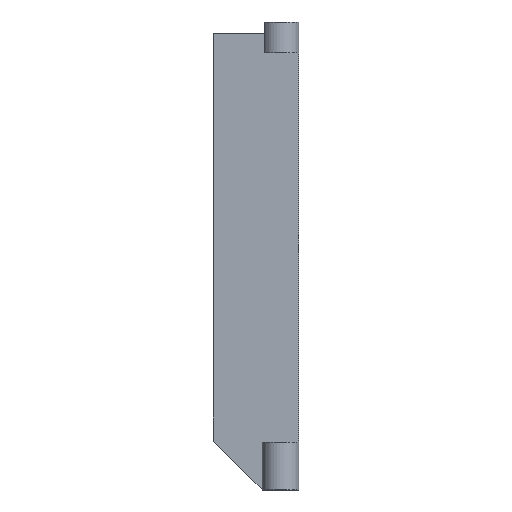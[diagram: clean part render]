
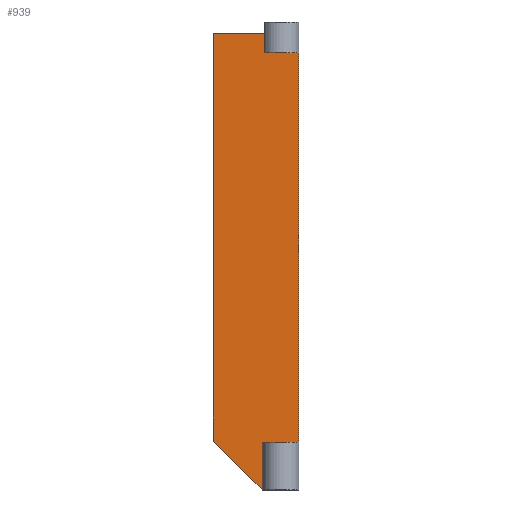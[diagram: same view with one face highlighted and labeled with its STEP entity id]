
A CAD part, front view. The second image highlights one B-rep face of the part: STEP entity #939.
In plain terms, the highlighted planar face has unit normal (0, -1, 0).
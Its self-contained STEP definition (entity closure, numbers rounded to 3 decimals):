
#20=FACE_BOUND('',#149,.T.);
#21=FACE_BOUND('',#150,.T.);
#22=FACE_BOUND('',#151,.T.);
#23=FACE_BOUND('',#152,.T.);
#37=PLANE('',#1026);
#92=FACE_OUTER_BOUND('',#148,.T.);
#148=EDGE_LOOP('',(#712,#713,#714,#715,#716,#717,#718));
#149=EDGE_LOOP('',(#719));
#150=EDGE_LOOP('',(#720));
#151=EDGE_LOOP('',(#721));
#152=EDGE_LOOP('',(#722));
#226=LINE('',#1436,#326);
#227=LINE('',#1438,#327);
#228=LINE('',#1440,#328);
#229=LINE('',#1442,#329);
#230=LINE('',#1444,#330);
#231=LINE('',#1446,#331);
#232=LINE('',#1447,#332);
#326=VECTOR('',#1164,10.);
#327=VECTOR('',#1165,10.);
#328=VECTOR('',#1166,10.);
#329=VECTOR('',#1167,10.);
#330=VECTOR('',#1168,10.);
#331=VECTOR('',#1169,10.);
#332=VECTOR('',#1170,10.);
#408=CIRCLE('',#1003,1.4);
#413=CIRCLE('',#1010,1.4);
#419=CIRCLE('',#1020,1.4);
#421=CIRCLE('',#1025,1.4);
#440=VERTEX_POINT('',#1370);
#445=VERTEX_POINT('',#1384);
#457=VERTEX_POINT('',#1418);
#460=VERTEX_POINT('',#1430);
#461=VERTEX_POINT('',#1434);
#462=VERTEX_POINT('',#1435);
#463=VERTEX_POINT('',#1437);
#464=VERTEX_POINT('',#1439);
#465=VERTEX_POINT('',#1441);
#466=VERTEX_POINT('',#1443);
#467=VERTEX_POINT('',#1445);
#528=EDGE_CURVE('',#440,#440,#408,.T.);
#535=EDGE_CURVE('',#445,#445,#413,.T.);
#553=EDGE_CURVE('',#457,#457,#419,.T.);
#559=EDGE_CURVE('',#460,#460,#421,.T.);
#560=EDGE_CURVE('',#461,#462,#226,.T.);
#561=EDGE_CURVE('',#463,#462,#227,.T.);
#562=EDGE_CURVE('',#464,#463,#228,.T.);
#563=EDGE_CURVE('',#464,#465,#229,.T.);
#564=EDGE_CURVE('',#465,#466,#230,.T.);
#565=EDGE_CURVE('',#466,#467,#231,.T.);
#566=EDGE_CURVE('',#467,#461,#232,.T.);
#712=ORIENTED_EDGE('',*,*,#560,.T.);
#713=ORIENTED_EDGE('',*,*,#561,.F.);
#714=ORIENTED_EDGE('',*,*,#562,.F.);
#715=ORIENTED_EDGE('',*,*,#563,.T.);
#716=ORIENTED_EDGE('',*,*,#564,.T.);
#717=ORIENTED_EDGE('',*,*,#565,.T.);
#718=ORIENTED_EDGE('',*,*,#566,.T.);
#719=ORIENTED_EDGE('',*,*,#528,.T.);
#720=ORIENTED_EDGE('',*,*,#535,.T.);
#721=ORIENTED_EDGE('',*,*,#553,.T.);
#722=ORIENTED_EDGE('',*,*,#559,.T.);
#939=ADVANCED_FACE('',(#92,#20,#21,#22,#23),#37,.T.);
#1003=AXIS2_PLACEMENT_3D('',#1372,#1098,#1099);
#1010=AXIS2_PLACEMENT_3D('',#1386,#1114,#1115);
#1020=AXIS2_PLACEMENT_3D('',#1420,#1146,#1147);
#1025=AXIS2_PLACEMENT_3D('',#1432,#1160,#1161);
#1026=AXIS2_PLACEMENT_3D('',#1433,#1162,#1163);
#1098=DIRECTION('center_axis',(0.,1.,0.));
#1099=DIRECTION('ref_axis',(1.,0.,0.));
#1114=DIRECTION('center_axis',(0.,1.,0.));
#1115=DIRECTION('ref_axis',(1.,0.,0.));
#1146=DIRECTION('center_axis',(0.,1.,0.));
#1147=DIRECTION('ref_axis',(1.,0.,0.));
#1160=DIRECTION('center_axis',(0.,1.,0.));
#1161=DIRECTION('ref_axis',(1.,0.,0.));
#1162=DIRECTION('center_axis',(0.,-1.,0.));
#1163=DIRECTION('ref_axis',(-1.,0.,0.));
#1164=DIRECTION('',(-1.,0.,0.));
#1165=DIRECTION('',(0.,0.,1.));
#1166=DIRECTION('',(-0.707,0.,0.707));
#1167=DIRECTION('',(1.,0.,0.));
#1168=DIRECTION('',(0.,0.,1.));
#1169=DIRECTION('',(-1.,0.,0.));
#1170=DIRECTION('',(0.,0.,-1.));
#1370=CARTESIAN_POINT('',(-13.4,0.,-83.));
#1372=CARTESIAN_POINT('Origin',(-12.,0.,-83.));
#1384=CARTESIAN_POINT('',(-4.4,0.,-92.6));
#1386=CARTESIAN_POINT('Origin',(-3.,0.,-92.6));
#1418=CARTESIAN_POINT('',(-4.4,0.,92.6));
#1420=CARTESIAN_POINT('Origin',(-3.,0.,92.6));
#1430=CARTESIAN_POINT('',(-12.4,0.,90.));
#1432=CARTESIAN_POINT('Origin',(-11.,0.,90.));
#1433=CARTESIAN_POINT('Origin',(-57.5,0.,-21.));
#1434=CARTESIAN_POINT('',(-14.,0.,91.));
#1435=CARTESIAN_POINT('',(-35.,0.,91.));
#1436=CARTESIAN_POINT('',(-36.25,0.,91.));
#1437=CARTESIAN_POINT('',(-35.,0.,-75.6));
#1438=CARTESIAN_POINT('',(-35.,0.,54.));
#1439=CARTESIAN_POINT('',(-15.,0.,-95.6));
#1440=CARTESIAN_POINT('',(-49.275,0.,-61.325));
#1441=CARTESIAN_POINT('',(0.,0.,-95.6));
#1442=CARTESIAN_POINT('',(-8.75,0.,-95.6));
#1443=CARTESIAN_POINT('',(0.,0.,95.6));
#1444=CARTESIAN_POINT('',(0.,0.,37.));
#1445=CARTESIAN_POINT('',(-14.,0.,95.6));
#1446=CARTESIAN_POINT('',(-16.25,0.,95.6));
#1447=CARTESIAN_POINT('',(-14.,0.,44.65));
